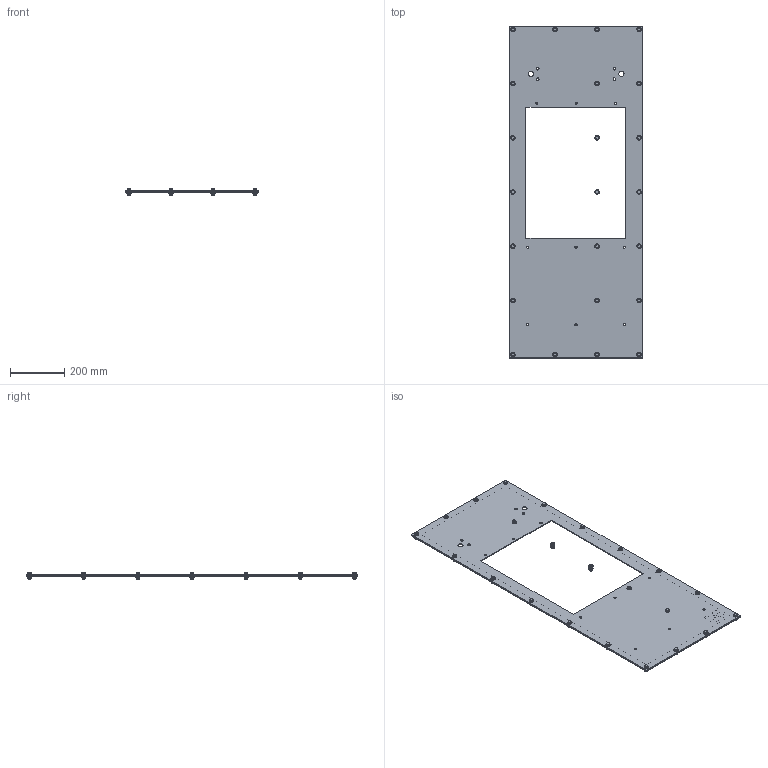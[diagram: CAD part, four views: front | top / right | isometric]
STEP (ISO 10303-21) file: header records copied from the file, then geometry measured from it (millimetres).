
FILE_DESCRIPTION(/* description */ ('48" X 19-1/4" COVER PLATE'),/* implementation_level */ '2;1');
FILE_NAME(/* name */ 'D48CVPK3N4C5DP38.stp',/* time_stamp */ '2017-10-11T15:30:04+05:00',/* author */ ('vdas'),/* organization */ (''),/* preprocessor_version */ 'ST-DEVELOPER v16.1',/* originating_system */ 'Autodesk Inventor 2016',/* authorisation */ '');
FILE_SCHEMA (('AUTOMOTIVE_DESIGN { 1 0 10303 214 3 1 1 }'));
Length unit declared in the file: inch
Products named in the file (9): D48CVPK3N4C5DP38; D4819CVPGSKT; 30221; 3905; 3907; 34929; 10 GA TO 14 GA w 0.125 Comp; 34466; D48CVPK3N4C5DP38_1
Assembly tree (30 placements, depth 3):
  D48CVPK3N4C5DP38_1
    D48CVPK3N4C5DP38
    D4819CVPGSKT
    10 GA TO 14 GA w 0.125 Comp  x23
      30221
      3905
      3907
      34929
    34466
Bounding box: 488.95 x 1219.2 x 24.22 mm (x, y, z)
Volume: 1645117 mm3; surface area: 1101627.4 mm2
Topology: 95 solids, 95 shells, 1326 faces, 2841 edges, 1756 vertices
Faces by surface type: plane 692, cylinder 289, cone 253, bspline 46, torus 46
Full cylindrical faces by diameter (mm): 4.978 x23, 5.556 x18, 5.969 x23, 6.35 x23, 6.985 x23, 7.144 x18, 7.366 x23, 7.937 x6, 7.938 x3, 9.525 x4, 11.049 x23, 11.125 x23, 15.24 x23, 15.875 x23, 16.51 x23, 19.05 x2, 44.45 x1, 44.958 x1
Entity records: 5216 total; most frequent: CARTESIAN_POINT 888, DIRECTION 855, ORIENTED_EDGE 654, AXIS2_PLACEMENT_3D 357, EDGE_LOOP 349, EDGE_CURVE 327, VERTEX_POINT 258, FACE_BOUND 189
